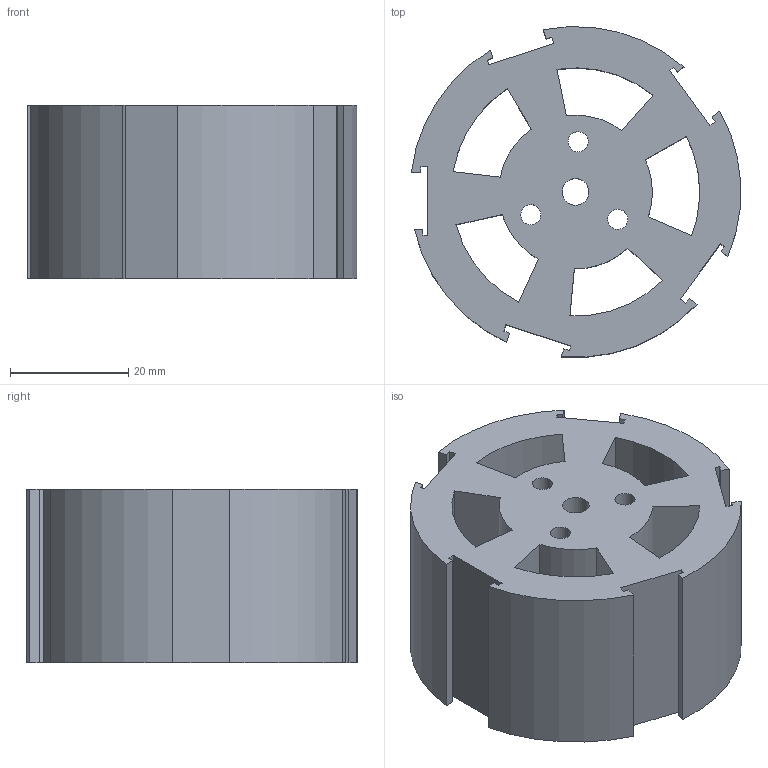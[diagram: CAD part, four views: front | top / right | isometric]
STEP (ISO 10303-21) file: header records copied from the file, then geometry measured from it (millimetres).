
FILE_DESCRIPTION(('FreeCAD Model'),'2;1');
FILE_NAME('Open CASCADE Shape Model','2021-04-29T18:32:06',('Author'),( ''),'Open CASCADE STEP processor 7.4','FreeCAD','Unknown');
FILE_SCHEMA(('AUTOMOTIVE_DESIGN { 1 0 10303 214 1 1 1 1 }'));
Length unit declared in the file: millimetre
Products named in the file (1): ROT_INLET_A-1.7_(Solid)
Bounding box: 55.77 x 55.91 x 29.3 mm (x, y, z)
Volume: 42990 mm3; surface area: 18245.8 mm2
Topology: 1 solids, 1 shells, 76 faces, 221 edges, 148 vertices
Faces by surface type: plane 51, cylinder 25
Full cylindrical faces by diameter (mm): 3.4 x3, 4.5 x1, 6.2 x3
Entity records: 5471 total; most frequent: CARTESIAN_POINT 984, DIRECTION 844, LINE 529, VECTOR 529, ORIENTED_EDGE 442, PCURVE 442, DEFINITIONAL_REPRESENTATION 442, EDGE_CURVE 221
